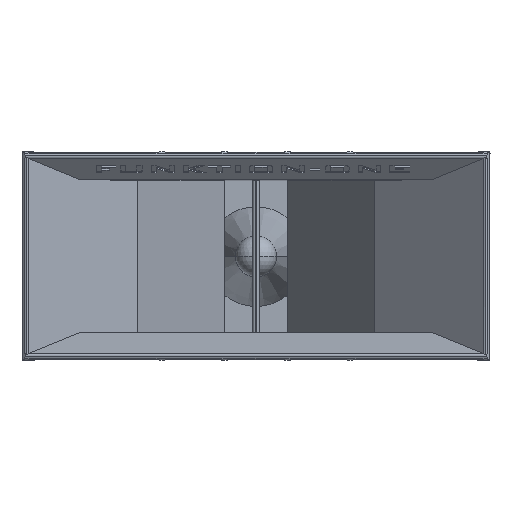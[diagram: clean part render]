
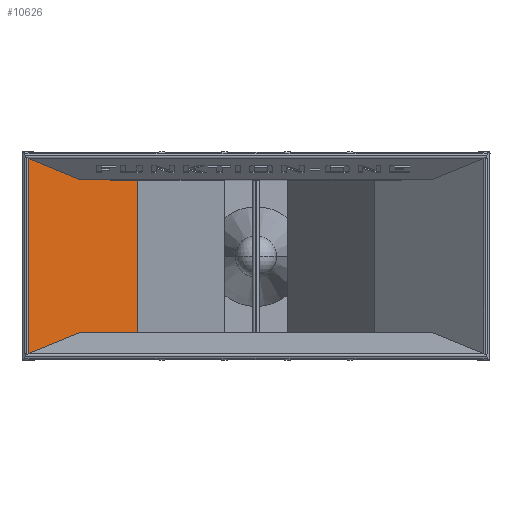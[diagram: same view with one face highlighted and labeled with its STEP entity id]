
A CAD part, top view. The second image highlights one B-rep face of the part: STEP entity #10626.
In plain terms, the highlighted planar face has unit normal (0.705, 0, 0.709).
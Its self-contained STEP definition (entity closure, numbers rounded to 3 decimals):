
#108 = ORIENTED_EDGE ( 'NONE', *, *, #12414, .T. ) ;
#709 = AXIS2_PLACEMENT_3D ( 'NONE', #7164, #1207, #10817 ) ;
#888 = CARTESIAN_POINT ( 'NONE',  ( -386.796, -167.5, 744. ) ) ;
#1191 = CARTESIAN_POINT ( 'NONE',  ( -500.264, 214.289, 856.755 ) ) ;
#1207 = DIRECTION ( 'NONE',  ( 0.705, 0., 0.709 ) ) ;
#1297 = PLANE ( 'NONE',  #709 ) ;
#1321 = DIRECTION ( 'NONE',  ( -0.709, 0., 0.705 ) ) ;
#1702 = VERTEX_POINT ( 'NONE', #12927 ) ;
#1704 = CARTESIAN_POINT ( 'NONE',  ( -260., 1483.022, 618. ) ) ;
#1824 =( BOUNDED_CURVE ( )  B_SPLINE_CURVE ( 3, ( #15946, #7067, #1191, #6005 ),
 .UNSPECIFIED., .F., .F. ) 
 B_SPLINE_CURVE_WITH_KNOTS ( ( 4, 4 ),
 ( 1.963, 2.242 ),
 .UNSPECIFIED. ) 
 CURVE ( )  GEOMETRIC_REPRESENTATION_ITEM ( )  RATIONAL_B_SPLINE_CURVE ( ( 1., 0.994, 0.994, 1. ) ) 
 REPRESENTATION_ITEM ( '' )  );
#1951 = VECTOR ( 'NONE', #14496, 1000. ) ;
#2350 = ORIENTED_EDGE ( 'NONE', *, *, #7976, .F. ) ;
#2413 = DIRECTION ( 'NONE',  ( -0.681, -0.28, 0.677 ) ) ;
#2635 = ORIENTED_EDGE ( 'NONE', *, *, #8441, .F. ) ;
#3094 = ORIENTED_EDGE ( 'NONE', *, *, #5168, .F. ) ;
#3108 = CARTESIAN_POINT ( 'NONE',  ( -500.705, 214.637, 857.193 ) ) ;
#3454 = VERTEX_POINT ( 'NONE', #6861 ) ;
#3574 = CARTESIAN_POINT ( 'NONE',  ( -499.259, -213.791, 855.757 ) ) ;
#4335 = VERTEX_POINT ( 'NONE', #888 ) ;
#4467 = CARTESIAN_POINT ( 'NONE',  ( -500.705, -214.637, 857.193 ) ) ;
#4896 = EDGE_CURVE ( 'NONE', #3454, #4335, #8744, .T. ) ;
#5168 = EDGE_CURVE ( 'NONE', #15189, #14098, #14256, .T. ) ;
#5583 = VERTEX_POINT ( 'NONE', #3574 ) ;
#5819 = DIRECTION ( 'NONE',  ( -0.709, 0., 0.705 ) ) ;
#6005 = CARTESIAN_POINT ( 'NONE',  ( -500.705, 214.637, 857.193 ) ) ;
#6183 = VECTOR ( 'NONE', #2413, 1000. ) ;
#6394 = LINE ( 'NONE', #13879, #8289 ) ;
#6517 = LINE ( 'NONE', #1704, #12148 ) ;
#6550 = DIRECTION ( 'NONE',  ( 0., -1., 0. ) ) ;
#6621 = ORIENTED_EDGE ( 'NONE', *, *, #7143, .T. ) ;
#6861 = CARTESIAN_POINT ( 'NONE',  ( -260., -167.5, 618. ) ) ;
#7067 = CARTESIAN_POINT ( 'NONE',  ( -499.779, 214.005, 856.273 ) ) ;
#7143 = EDGE_CURVE ( 'NONE', #15967, #12647, #6394, .T. ) ;
#7164 = CARTESIAN_POINT ( 'NONE',  ( -260., 1483.022, 618. ) ) ;
#7229 = CARTESIAN_POINT ( 'NONE',  ( -499.259, -213.791, 855.757 ) ) ;
#7925 = ORIENTED_EDGE ( 'NONE', *, *, #13426, .T. ) ;
#7963 =( BOUNDED_CURVE ( )  B_SPLINE_CURVE ( 3, ( #4467, #13334, #9666, #7229 ),
 .UNSPECIFIED., .F., .F. ) 
 B_SPLINE_CURVE_WITH_KNOTS ( ( 4, 4 ),
 ( 4.041, 4.32 ),
 .UNSPECIFIED. ) 
 CURVE ( )  GEOMETRIC_REPRESENTATION_ITEM ( )  RATIONAL_B_SPLINE_CURVE ( ( 1., 0.994, 0.994, 1. ) ) 
 REPRESENTATION_ITEM ( '' )  );
#7976 = EDGE_CURVE ( 'NONE', #1702, #3454, #6517, .T. ) ;
#8289 = VECTOR ( 'NONE', #6550, 1000. ) ;
#8441 = EDGE_CURVE ( 'NONE', #4335, #5583, #11041, .T. ) ;
#8744 = LINE ( 'NONE', #13614, #14402 ) ;
#8863 = CARTESIAN_POINT ( 'NONE',  ( -665.24, -282.111, 1020.696 ) ) ;
#8997 = CARTESIAN_POINT ( 'NONE',  ( -500.705, -214.637, 857.193 ) ) ;
#9061 = DIRECTION ( 'NONE',  ( 0., -1., 0. ) ) ;
#9666 = CARTESIAN_POINT ( 'NONE',  ( -499.779, -214.005, 856.273 ) ) ;
#10115 = CARTESIAN_POINT ( 'NONE',  ( -386.796, 167.5, 744. ) ) ;
#10540 = EDGE_LOOP ( 'NONE', ( #3094, #12073, #6621, #7925, #2635, #15012, #2350, #108 ) ) ;
#10626 = ADVANCED_FACE ( 'NONE', ( #12456 ), #1297, .T. ) ;
#10817 = DIRECTION ( 'NONE',  ( 0.709, 0., -0.705 ) ) ;
#10821 = CARTESIAN_POINT ( 'NONE',  ( -728.554, 308.172, 1083.612 ) ) ;
#11041 = LINE ( 'NONE', #8863, #6183 ) ;
#11353 = VECTOR ( 'NONE', #5819, 1000. ) ;
#11834 = CARTESIAN_POINT ( 'NONE',  ( -499.259, 213.791, 855.757 ) ) ;
#12073 = ORIENTED_EDGE ( 'NONE', *, *, #13589, .T. ) ;
#12148 = VECTOR ( 'NONE', #9061, 1000. ) ;
#12414 = EDGE_CURVE ( 'NONE', #1702, #14098, #12679, .T. ) ;
#12456 = FACE_OUTER_BOUND ( 'NONE', #10540, .T. ) ;
#12647 = VERTEX_POINT ( 'NONE', #8997 ) ;
#12679 = LINE ( 'NONE', #13150, #11353 ) ;
#12927 = CARTESIAN_POINT ( 'NONE',  ( -260., 167.5, 618. ) ) ;
#13150 = CARTESIAN_POINT ( 'NONE',  ( -260., 167.5, 618. ) ) ;
#13334 = CARTESIAN_POINT ( 'NONE',  ( -500.264, -214.289, 856.755 ) ) ;
#13426 = EDGE_CURVE ( 'NONE', #12647, #5583, #7963, .T. ) ;
#13589 = EDGE_CURVE ( 'NONE', #15189, #15967, #1824, .T. ) ;
#13614 = CARTESIAN_POINT ( 'NONE',  ( -260., -167.5, 618. ) ) ;
#13879 = CARTESIAN_POINT ( 'NONE',  ( -500.705, -216.087, 857.193 ) ) ;
#14098 = VERTEX_POINT ( 'NONE', #10115 ) ;
#14256 = LINE ( 'NONE', #10821, #1951 ) ;
#14402 = VECTOR ( 'NONE', #1321, 1000. ) ;
#14496 = DIRECTION ( 'NONE',  ( 0.681, -0.28, -0.677 ) ) ;
#15012 = ORIENTED_EDGE ( 'NONE', *, *, #4896, .F. ) ;
#15189 = VERTEX_POINT ( 'NONE', #11834 ) ;
#15946 = CARTESIAN_POINT ( 'NONE',  ( -499.259, 213.791, 855.757 ) ) ;
#15967 = VERTEX_POINT ( 'NONE', #3108 ) ;
